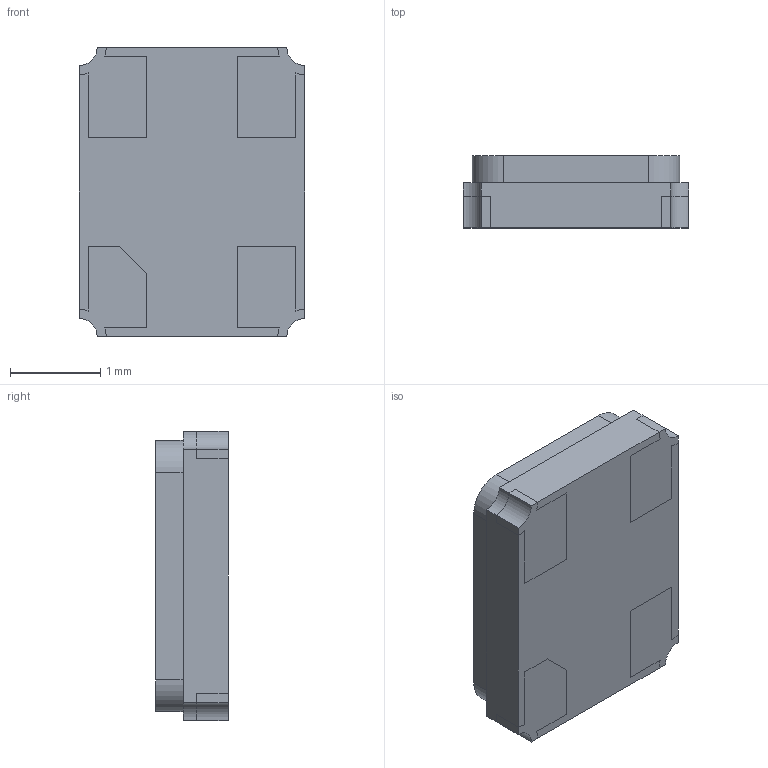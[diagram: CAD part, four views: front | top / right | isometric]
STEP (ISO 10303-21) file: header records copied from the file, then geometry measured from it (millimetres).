
FILE_DESCRIPTION (( 'STEP AP214' ), '1' );
FILE_NAME ('ABM8AIG-8.000MHZ-1Z-T.STEP', '2022-10-05T02:47:40', ( '' ), ( '' ), 'SwSTEP 2.0', 'SolidWorks 2017', '' );
FILE_SCHEMA (( 'AUTOMOTIVE_DESIGN' ));
Length unit declared in the file: millimetre
Products named in the file (1): ABM8AIG-8.000MHZ-1Z-T
Bounding box: 2.5 x 0.8 x 3.2 mm (x, y, z)
Volume: 6 mm3; surface area: 50.9 mm2
Topology: 13 solids, 13 shells, 195 faces, 491 edges, 322 vertices
Faces by surface type: plane 132, bspline 35, cylinder 28
Entity records: 8069 total; most frequent: CARTESIAN_POINT 3404, ORIENTED_EDGE 982, DIRECTION 799, EDGE_CURVE 491, VECTOR 365, LINE 365, VERTEX_POINT 322, AXIS2_PLACEMENT_3D 217
